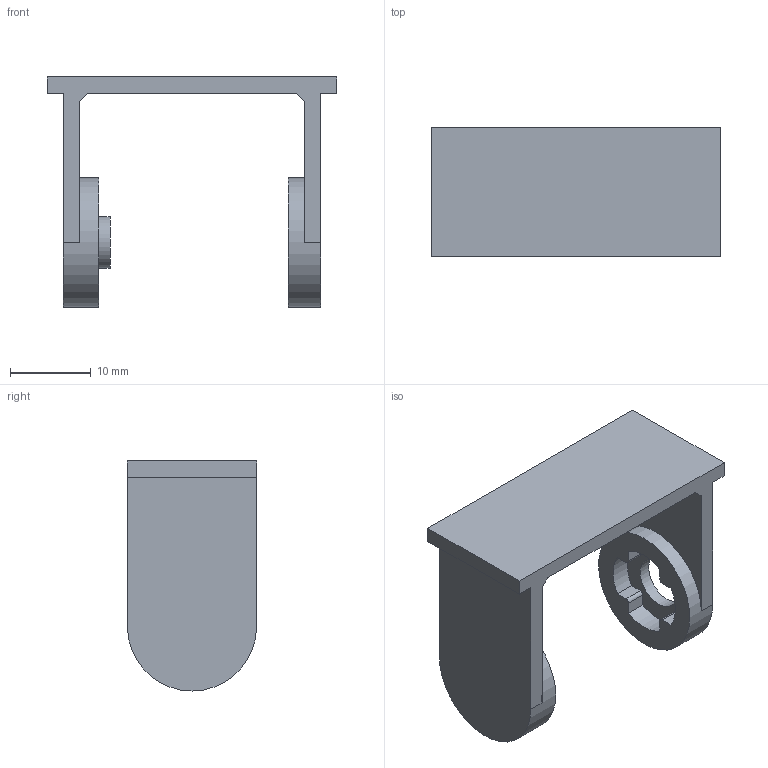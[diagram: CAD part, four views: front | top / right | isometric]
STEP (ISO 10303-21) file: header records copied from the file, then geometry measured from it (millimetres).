
FILE_DESCRIPTION(/* description */ (''),/* implementation_level */ '2;1');
FILE_NAME(/* name */ 'horn v22.step',/* time_stamp */ '2023-09-19T15:49:37+09:00',/* author */ (''),/* organization */ (''),/* preprocessor_version */ 'ST-DEVELOPER v20',/* originating_system */ 'Autodesk Translation Framework v12.9.0.99',/* authorisation */ '');
FILE_SCHEMA (('AUTOMOTIVE_DESIGN { 1 0 10303 214 3 1 1 }'));
Length unit declared in the file: millimetre
Products named in the file (1): horn
Bounding box: 35.9 x 16 x 28.5 mm (x, y, z)
Volume: 3421.1 mm3; surface area: 3420.3 mm2
Topology: 1 solids, 1 shells, 38 faces, 100 edges, 66 vertices
Faces by surface type: plane 26, cylinder 12
Full cylindrical faces by diameter (mm): 6.4 x2, 16 x2
Entity records: 1200 total; most frequent: CARTESIAN_POINT 205, DIRECTION 204, ORIENTED_EDGE 200, EDGE_CURVE 100, LINE 74, VECTOR 74, VERTEX_POINT 66, AXIS2_PLACEMENT_3D 65
